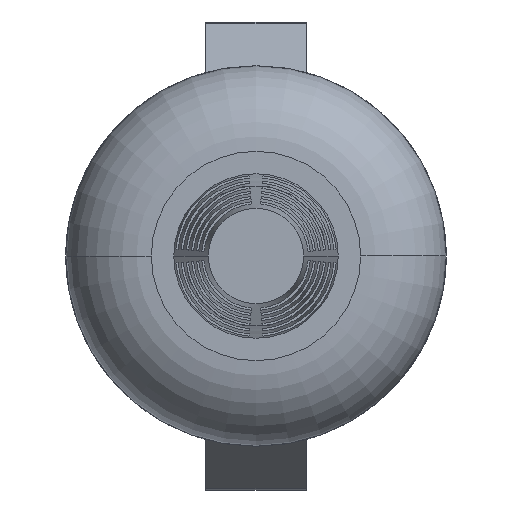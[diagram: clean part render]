
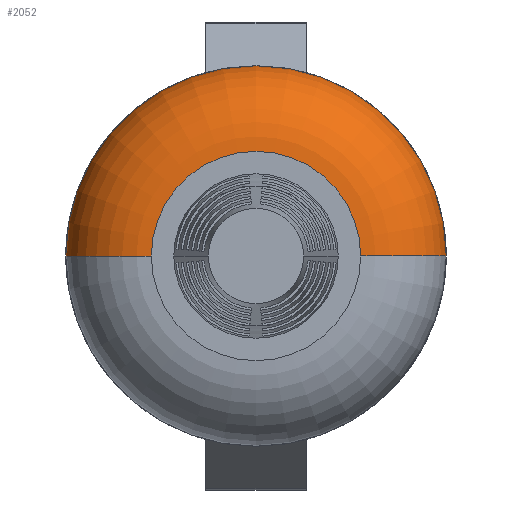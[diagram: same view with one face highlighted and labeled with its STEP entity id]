
A CAD part, left-side view. The second image highlights one B-rep face of the part: STEP entity #2052.
In plain terms, the highlighted toroidal (fillet/blend) face has major radius 5.5 mm and minor radius 4.5 mm.
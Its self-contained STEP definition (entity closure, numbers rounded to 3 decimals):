
#267 = FACE_OUTER_BOUND ( 'NONE', #2116, .T. ) ;
#308 = DIRECTION ( 'NONE',  ( 0., 1., 0. ) ) ;
#333 = CARTESIAN_POINT ( 'NONE',  ( -27.2, 0., 0. ) ) ;
#414 = AXIS2_PLACEMENT_3D ( 'NONE', #2798, #866, #5220 ) ;
#447 = AXIS2_PLACEMENT_3D ( 'NONE', #333, #4138, #308 ) ;
#626 = EDGE_CURVE ( 'NONE', #4024, #1542, #4273, .T. ) ;
#703 = CARTESIAN_POINT ( 'NONE',  ( -31.7, 5.5, 0. ) ) ;
#715 = CARTESIAN_POINT ( 'NONE',  ( -31.7, 0., 0. ) ) ;
#824 = AXIS2_PLACEMENT_3D ( 'NONE', #1699, #3684, #5518 ) ;
#866 = DIRECTION ( 'NONE',  ( 1., 0., 0. ) ) ;
#1122 = AXIS2_PLACEMENT_3D ( 'NONE', #715, #1663, #3058 ) ;
#1143 = VERTEX_POINT ( 'NONE', #1732 ) ;
#1196 = AXIS2_PLACEMENT_3D ( 'NONE', #6119, #5674, #2738 ) ;
#1213 = ORIENTED_EDGE ( 'NONE', *, *, #1297, .F. ) ;
#1297 = EDGE_CURVE ( 'NONE', #1461, #1143, #2366, .T. ) ;
#1461 = VERTEX_POINT ( 'NONE', #703 ) ;
#1542 = VERTEX_POINT ( 'NONE', #5818 ) ;
#1663 = DIRECTION ( 'NONE',  ( 1., 0., 0. ) ) ;
#1699 = CARTESIAN_POINT ( 'NONE',  ( -27.2, -5.5, 0. ) ) ;
#1732 = CARTESIAN_POINT ( 'NONE',  ( -27.2, 10., 0. ) ) ;
#1970 = CIRCLE ( 'NONE', #1122, 5.5 ) ;
#2052 = ADVANCED_FACE ( 'NONE', ( #267 ), #4139, .T. ) ;
#2116 = EDGE_LOOP ( 'NONE', ( #2966, #4547, #2186, #1213 ) ) ;
#2186 = ORIENTED_EDGE ( 'NONE', *, *, #6031, .F. ) ;
#2272 = CIRCLE ( 'NONE', #447, 10. ) ;
#2366 = CIRCLE ( 'NONE', #1196, 4.5 ) ;
#2738 = DIRECTION ( 'NONE',  ( -1., 0., 0. ) ) ;
#2798 = CARTESIAN_POINT ( 'NONE',  ( -27.2, 0., 0. ) ) ;
#2838 = EDGE_CURVE ( 'NONE', #1461, #4024, #1970, .T. ) ;
#2966 = ORIENTED_EDGE ( 'NONE', *, *, #2838, .T. ) ;
#3058 = DIRECTION ( 'NONE',  ( 0., 1., 0. ) ) ;
#3684 = DIRECTION ( 'NONE',  ( 0., 0., 1. ) ) ;
#4024 = VERTEX_POINT ( 'NONE', #4390 ) ;
#4138 = DIRECTION ( 'NONE',  ( 1., 0., 0. ) ) ;
#4139 = TOROIDAL_SURFACE ( 'NONE', #414, 5.5, 4.5 ) ;
#4273 = CIRCLE ( 'NONE', #824, 4.5 ) ;
#4390 = CARTESIAN_POINT ( 'NONE',  ( -31.7, -5.5, 0. ) ) ;
#4547 = ORIENTED_EDGE ( 'NONE', *, *, #626, .T. ) ;
#5220 = DIRECTION ( 'NONE',  ( 0., 1., 0. ) ) ;
#5518 = DIRECTION ( 'NONE',  ( 0., -1., 0. ) ) ;
#5674 = DIRECTION ( 'NONE',  ( 0., 0., -1. ) ) ;
#5818 = CARTESIAN_POINT ( 'NONE',  ( -27.2, -10., 0. ) ) ;
#6031 = EDGE_CURVE ( 'NONE', #1143, #1542, #2272, .T. ) ;
#6119 = CARTESIAN_POINT ( 'NONE',  ( -27.2, 5.5, 0. ) ) ;
